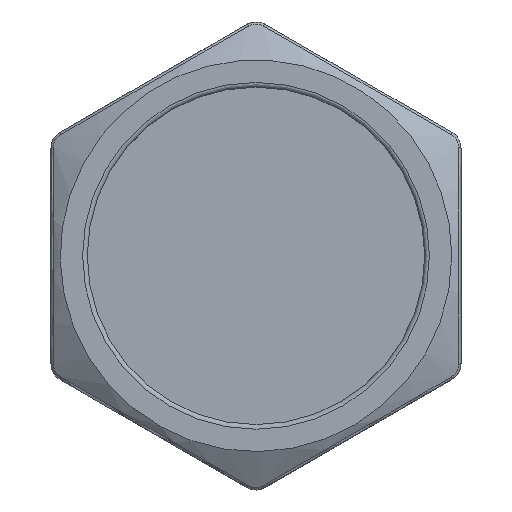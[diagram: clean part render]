
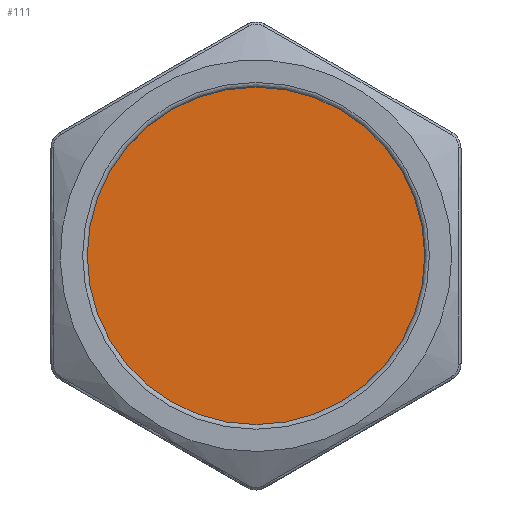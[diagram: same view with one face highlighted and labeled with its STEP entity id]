
A CAD part, top view. The second image highlights one B-rep face of the part: STEP entity #111.
In plain terms, the highlighted planar face has unit normal (0, 0, 1).
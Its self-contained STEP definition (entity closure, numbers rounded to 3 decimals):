
#111 = ADVANCED_FACE( '', ( #261 ), #262, .T. );
#261 = FACE_OUTER_BOUND( '', #807, .T. );
#262 = PLANE( '', #808 );
#807 = EDGE_LOOP( '', ( #1738 ) );
#808 = AXIS2_PLACEMENT_3D( '', #1739, #1740, #1741 );
#1738 = ORIENTED_EDGE( '', *, *, #2041, .T. );
#1739 = CARTESIAN_POINT( '', ( 0., 0., 16. ) );
#1740 = DIRECTION( '', ( 0., 0., 1. ) );
#1741 = DIRECTION( '', ( 1., 0., 0. ) );
#2041 = EDGE_CURVE( '', #2216, #2216, #2217, .T. );
#2216 = VERTEX_POINT( '', #2687 );
#2217 = CIRCLE( '', #2688, 9.05 );
#2687 = CARTESIAN_POINT( '', ( 9.05, 0., 16. ) );
#2688 = AXIS2_PLACEMENT_3D( '', #3257, #3258, #3259 );
#3257 = CARTESIAN_POINT( '', ( 0., 0., 16. ) );
#3258 = DIRECTION( '', ( 0., 0., 1. ) );
#3259 = DIRECTION( '', ( 1., 0., 0. ) );
